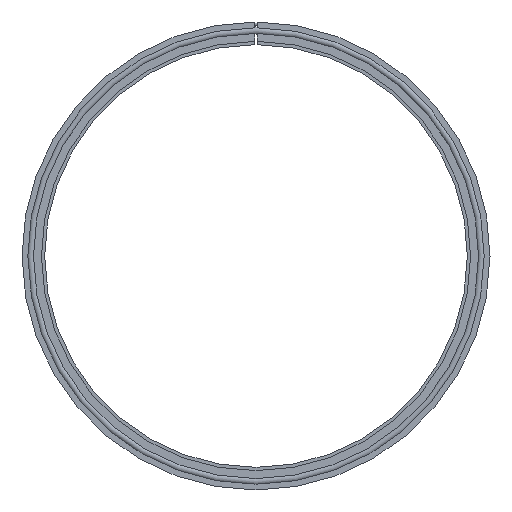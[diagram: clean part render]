
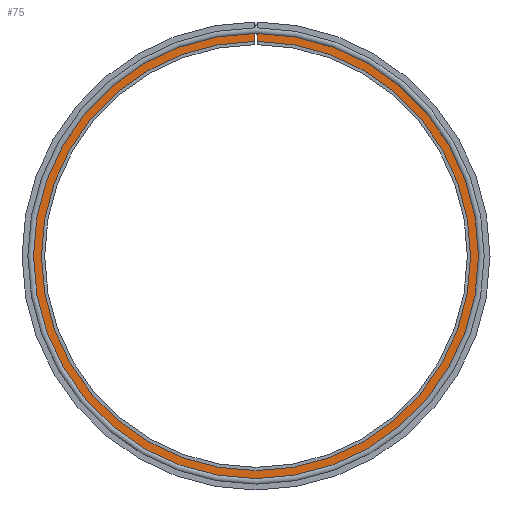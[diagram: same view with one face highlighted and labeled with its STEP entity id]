
A CAD part, left-side view. The second image highlights one B-rep face of the part: STEP entity #75.
In plain terms, the highlighted planar face has unit normal (-1, 0, 0).
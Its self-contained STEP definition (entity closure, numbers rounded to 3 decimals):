
#24 = AXIS2_PLACEMENT_3D ( 'NONE', #319, #784, #465 ) ;
#41 = CARTESIAN_POINT ( 'NONE',  ( -8.8, 0., 0. ) ) ;
#47 = ORIENTED_EDGE ( 'NONE', *, *, #365, .F. ) ;
#64 = DIRECTION ( 'NONE',  ( 0., 0., 1. ) ) ;
#69 = VERTEX_POINT ( 'NONE', #231 ) ;
#75 = ADVANCED_FACE ( 'NONE', ( #123 ), #149, .T. ) ;
#116 = CARTESIAN_POINT ( 'NONE',  ( -8.8, 1., 0. ) ) ;
#121 = VECTOR ( 'NONE', #884, 1000. ) ;
#123 = FACE_OUTER_BOUND ( 'NONE', #413, .T. ) ;
#149 = PLANE ( 'NONE',  #868 ) ;
#231 = CARTESIAN_POINT ( 'NONE',  ( -8.8, 1., 198.997 ) ) ;
#241 = CARTESIAN_POINT ( 'NONE',  ( -8.8, 1., 206.365 ) ) ;
#308 = DIRECTION ( 'NONE',  ( 0., -1., 0. ) ) ;
#319 = CARTESIAN_POINT ( 'NONE',  ( -8.8, 0., 0. ) ) ;
#330 = DIRECTION ( 'NONE',  ( 1., 0., 0. ) ) ;
#365 = EDGE_CURVE ( 'NONE', #858, #430, #809, .T. ) ;
#372 = VECTOR ( 'NONE', #64, 1000. ) ;
#382 = DIRECTION ( 'NONE',  ( -1., 0., 0. ) ) ;
#413 = EDGE_LOOP ( 'NONE', ( #973, #497, #47, #591 ) ) ;
#430 = VERTEX_POINT ( 'NONE', #856 ) ;
#465 = DIRECTION ( 'NONE',  ( 0., 1., 0. ) ) ;
#497 = ORIENTED_EDGE ( 'NONE', *, *, #1008, .F. ) ;
#510 = EDGE_CURVE ( 'NONE', #978, #69, #1010, .T. ) ;
#565 = DIRECTION ( 'NONE',  ( 0., 1., 0. ) ) ;
#590 = EDGE_CURVE ( 'NONE', #858, #69, #666, .T. ) ;
#591 = ORIENTED_EDGE ( 'NONE', *, *, #590, .T. ) ;
#614 = CARTESIAN_POINT ( 'NONE',  ( -8.8, -1., 198.997 ) ) ;
#666 = CIRCLE ( 'NONE', #897, 199. ) ;
#692 = CARTESIAN_POINT ( 'NONE',  ( -8.8, 206.368, 0. ) ) ;
#784 = DIRECTION ( 'NONE',  ( 1., 0., 0. ) ) ;
#806 = CIRCLE ( 'NONE', #24, 206.368 ) ;
#809 = LINE ( 'NONE', #842, #372 ) ;
#842 = CARTESIAN_POINT ( 'NONE',  ( -8.8, -1., 0. ) ) ;
#856 = CARTESIAN_POINT ( 'NONE',  ( -8.8, -1., 206.365 ) ) ;
#858 = VERTEX_POINT ( 'NONE', #614 ) ;
#868 = AXIS2_PLACEMENT_3D ( 'NONE', #692, #382, #308 ) ;
#884 = DIRECTION ( 'NONE',  ( 0., 0., -1. ) ) ;
#897 = AXIS2_PLACEMENT_3D ( 'NONE', #41, #330, #565 ) ;
#973 = ORIENTED_EDGE ( 'NONE', *, *, #510, .F. ) ;
#978 = VERTEX_POINT ( 'NONE', #241 ) ;
#1008 = EDGE_CURVE ( 'NONE', #430, #978, #806, .T. ) ;
#1010 = LINE ( 'NONE', #116, #121 ) ;
